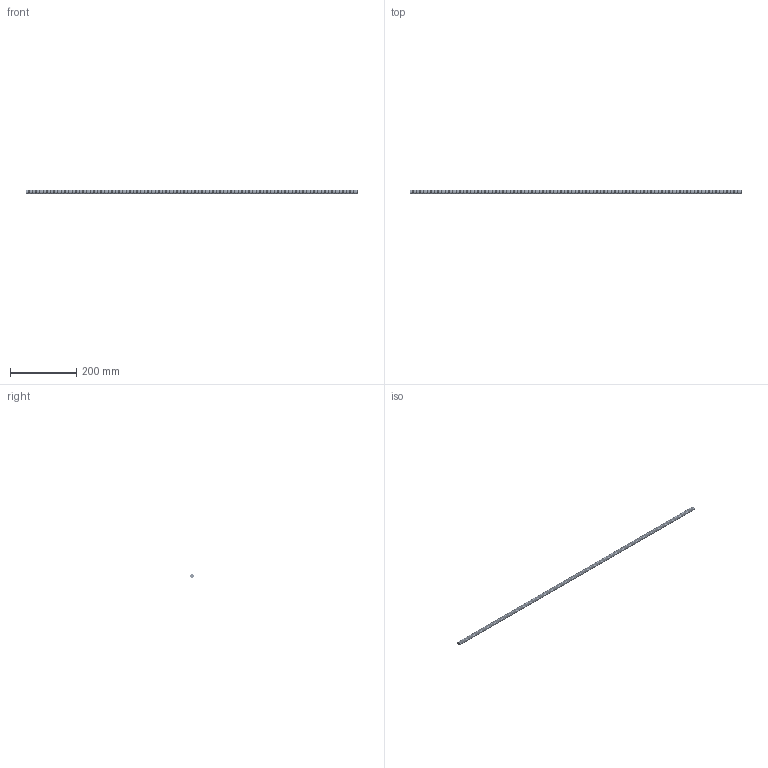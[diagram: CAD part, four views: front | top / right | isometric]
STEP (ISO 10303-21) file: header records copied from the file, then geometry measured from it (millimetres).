
FILE_DESCRIPTION (( 'STEP AP203' ), '1' );
FILE_NAME ('CLV10-TM-12-1 Øïèëüêà Ì12õ1000.STEP', '2016-02-10T12:21:53', ( '' ), ( '' ), 'SwSTEP 2.0', 'SolidWorks 2014', '' );
FILE_SCHEMA (( 'CONFIG_CONTROL_DESIGN' ));
Length unit declared in the file: millimetre
Products named in the file (1): CLV10-TM-12-1 Øïèëüêà Ì12õ1000
Bounding box: 1000 x 12 x 12 mm (x, y, z)
Volume: 99806 mm3; surface area: 55414.2 mm2
Topology: 1 solids, 1 shells, 1718 faces, 3435 edges, 1719 vertices
Faces by surface type: cone 1144, cylinder 572, plane 2
Full cylindrical faces by diameter (mm): 12 x572
Entity records: 34431 total; most frequent: DIRECTION 6872, CARTESIAN_POINT 5153, AXIS2_PLACEMENT_3D 3436, ORIENTED_EDGE 3434, EDGE_LOOP 3434, FACE_OUTER_BOUND 2290, ADVANCED_FACE 1718, EDGE_CURVE 1717
